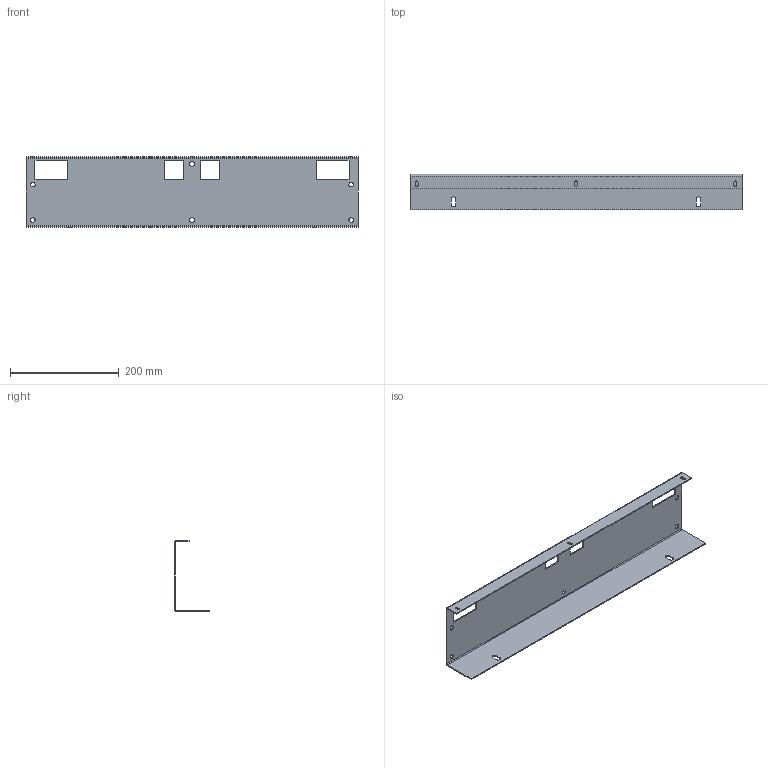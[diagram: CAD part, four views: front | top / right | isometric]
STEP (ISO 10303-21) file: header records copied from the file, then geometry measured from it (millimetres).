
FILE_DESCRIPTION(/* description */ (''),/* implementation_level */ '2;1');
FILE_NAME(/* name */ 'Seitebefestigung_LiMax160L_2-Reihig_8 Cell.step',/* time_stamp */ '2021-11-02T11:59:19+01:00',/* author */ (''),/* organization */ (''),/* preprocessor_version */ 'ST-DEVELOPER v18.1',/* originating_system */ 'Autodesk Translation Framework v10.10.0.1391',/* authorisation */ '');
FILE_SCHEMA (('AUTOMOTIVE_DESIGN { 1 0 10303 214 3 1 1 }'));
Length unit declared in the file: millimetre
Products named in the file (1): Seitebefestigung_LiMax160L_2-Reihig_8 Cell
Bounding box: 610 x 65 x 130 mm (x, y, z)
Volume: 248491.4 mm3; surface area: 253778 mm2
Topology: 1 solids, 1 shells, 56 faces, 162 edges, 108 vertices
Faces by surface type: plane 36, cylinder 20
Full cylindrical faces by diameter (mm): 8.5 x6
Entity records: 1946 total; most frequent: CARTESIAN_POINT 327, ORIENTED_EDGE 324, DIRECTION 316, EDGE_CURVE 162, LINE 122, VECTOR 122, VERTEX_POINT 108, AXIS2_PLACEMENT_3D 97
